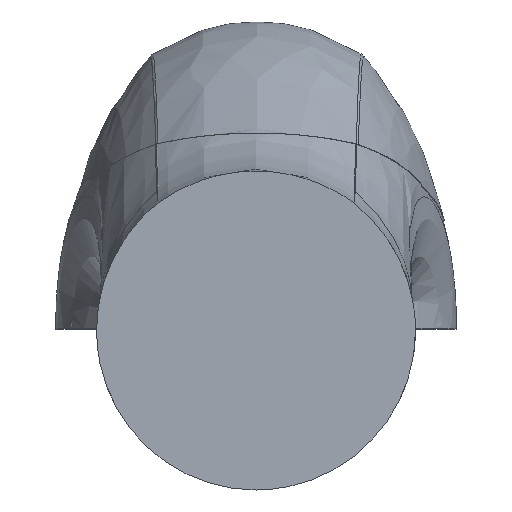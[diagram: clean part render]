
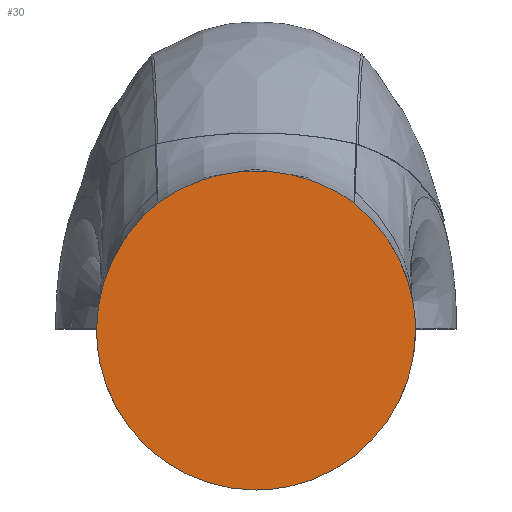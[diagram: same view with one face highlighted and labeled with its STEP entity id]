
A CAD part, top view. The second image highlights one B-rep face of the part: STEP entity #30.
In plain terms, the highlighted planar face has unit normal (0, 0, 1).
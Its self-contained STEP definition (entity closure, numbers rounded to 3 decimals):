
#30=ADVANCED_FACE('',(#53),#378,.T.);
#53=FACE_OUTER_BOUND('',#76,.T.);
#76=EDGE_LOOP('',(#166,#167,#168,#169,#170,#171,#172));
#166=ORIENTED_EDGE('',*,*,#239,.F.);
#167=ORIENTED_EDGE('',*,*,#240,.F.);
#168=ORIENTED_EDGE('',*,*,#241,.F.);
#169=ORIENTED_EDGE('',*,*,#242,.F.);
#170=ORIENTED_EDGE('',*,*,#243,.F.);
#171=ORIENTED_EDGE('',*,*,#244,.F.);
#172=ORIENTED_EDGE('',*,*,#245,.F.);
#239=EDGE_CURVE('',#347,#351,#298,.T.);
#240=EDGE_CURVE('',#348,#347,#299,.T.);
#241=EDGE_CURVE('',#337,#348,#300,.T.);
#242=EDGE_CURVE('',#336,#337,#301,.T.);
#243=EDGE_CURVE('',#350,#336,#302,.T.);
#244=EDGE_CURVE('',#349,#350,#303,.T.);
#245=EDGE_CURVE('',#351,#349,#304,.T.);
#298=B_SPLINE_CURVE_WITH_KNOTS('',3,(#4934,#4935,#4936,#4937,#4938,#4939,
#4940,#4941,#4942,#4943,#4944,#4945,#4946,#4947,#4948,#4949),
 .UNSPECIFIED.,.F.,.F.,(4,2,2,2,2,2,2,4),(-107.114,-93.725,
-80.336,-66.947,-53.557,-40.168,
-26.779,0.),.UNSPECIFIED.);
#299=B_SPLINE_CURVE_WITH_KNOTS('',3,(#4950,#4951,#4952,#4953,#4954,#4955,
#4956,#4957),.UNSPECIFIED.,.F.,.F.,(4,2,2,4),(-62.425,-31.212,
-15.606,0.),.UNSPECIFIED.);
#300=B_SPLINE_CURVE_WITH_KNOTS('',3,(#4958,#4959,#4960,#4961),
 .UNSPECIFIED.,.F.,.F.,(4,4),(-0.13,0.),.UNSPECIFIED.);
#301=B_SPLINE_CURVE_WITH_KNOTS('',3,(#4962,#4963,#4964,#4965,#4966,#4967,
#4968,#4969),.UNSPECIFIED.,.F.,.F.,(4,2,2,4),(-90.729,-68.047,
-45.365,0.),.UNSPECIFIED.);
#302=B_SPLINE_CURVE_WITH_KNOTS('',3,(#4970,#4971,#4972,#4973),
 .UNSPECIFIED.,.F.,.F.,(4,4),(-0.13,0.),.UNSPECIFIED.);
#303=B_SPLINE_CURVE_WITH_KNOTS('',3,(#4974,#4975,#4976,#4977,#4978,#4979,
#4980,#4981),.UNSPECIFIED.,.F.,.F.,(4,2,2,4),(-62.425,-31.212,
-15.606,0.),.UNSPECIFIED.);
#304=B_SPLINE_CURVE_WITH_KNOTS('',3,(#4982,#4983,#4984,#4985,#4986,#4987,
#4988,#4989,#4990,#4991,#4992,#4993,#4994,#4995,#4996,#4997),
 .UNSPECIFIED.,.F.,.F.,(4,2,2,2,2,2,2,4),(-107.114,-93.725,
-80.336,-66.946,-53.557,-40.168,-26.779,
0.),.UNSPECIFIED.);
#336=VERTEX_POINT('',#4414);
#337=VERTEX_POINT('',#4415);
#347=VERTEX_POINT('',#4425);
#348=VERTEX_POINT('',#4426);
#349=VERTEX_POINT('',#4427);
#350=VERTEX_POINT('',#4428);
#351=VERTEX_POINT('',#4429);
#378=PLANE('',#470);
#470=AXIS2_PLACEMENT_3D('',#3453,#477,$);
#477=DIRECTION('',(0.,0.,1.));
#3453=CARTESIAN_POINT('',(-69.36,-69.359,563.5));
#4414=CARTESIAN_POINT('',(-41.948,54.243,563.5));
#4415=CARTESIAN_POINT('',(41.948,54.243,563.5));
#4425=CARTESIAN_POINT('',(68.,0.002,563.5));
#4426=CARTESIAN_POINT('',(42.051,54.164,563.5));
#4427=CARTESIAN_POINT('',(-68.,0.002,563.5));
#4428=CARTESIAN_POINT('',(-42.051,54.164,563.5));
#4429=CARTESIAN_POINT('',(0.,-67.999,563.5));
#4934=CARTESIAN_POINT('',(68.,0.002,563.5));
#4935=CARTESIAN_POINT('',(68.,-4.488,563.5));
#4936=CARTESIAN_POINT('',(67.559,-8.903,563.5));
#4937=CARTESIAN_POINT('',(65.834,-17.589,563.5));
#4938=CARTESIAN_POINT('',(64.528,-21.905,563.5));
#4939=CARTESIAN_POINT('',(61.119,-30.136,563.5));
#4940=CARTESIAN_POINT('',(59.032,-34.04,563.5));
#4941=CARTESIAN_POINT('',(54.103,-41.429,563.5));
#4942=CARTESIAN_POINT('',(51.234,-44.928,563.5));
#4943=CARTESIAN_POINT('',(44.966,-51.2,563.5));
#4944=CARTESIAN_POINT('',(41.546,-54.015,563.5));
#4945=CARTESIAN_POINT('',(34.121,-58.988,563.5));
#4946=CARTESIAN_POINT('',(30.166,-61.102,563.5));
#4947=CARTESIAN_POINT('',(17.903,-66.195,563.5));
#4948=CARTESIAN_POINT('',(8.98,-67.999,563.5));
#4949=CARTESIAN_POINT('',(0.,-67.999,563.5));
#4950=CARTESIAN_POINT('',(42.051,54.164,563.5));
#4951=CARTESIAN_POINT('',(50.183,47.624,563.5));
#4952=CARTESIAN_POINT('',(56.739,39.304,563.5));
#4953=CARTESIAN_POINT('',(63.413,25.36,563.5));
#4954=CARTESIAN_POINT('',(65.142,20.387,563.5));
#4955=CARTESIAN_POINT('',(67.419,10.339,563.5));
#4956=CARTESIAN_POINT('',(68.,5.22,563.5));
#4957=CARTESIAN_POINT('',(68.,0.002,563.5));
#4958=CARTESIAN_POINT('',(41.948,54.243,563.5));
#4959=CARTESIAN_POINT('',(41.982,54.217,563.5));
#4960=CARTESIAN_POINT('',(42.017,54.191,563.5));
#4961=CARTESIAN_POINT('',(42.051,54.164,563.5));
#4962=CARTESIAN_POINT('',(-41.948,54.243,563.5));
#4963=CARTESIAN_POINT('',(-35.866,58.713,563.5));
#4964=CARTESIAN_POINT('',(-29.25,62.116,563.5));
#4965=CARTESIAN_POINT('',(-14.957,66.811,563.5));
#4966=CARTESIAN_POINT('',(-7.559,67.995,563.5));
#4967=CARTESIAN_POINT('',(14.943,68.013,563.5));
#4968=CARTESIAN_POINT('',(29.783,63.185,563.5));
#4969=CARTESIAN_POINT('',(41.948,54.243,563.5));
#4970=CARTESIAN_POINT('',(-42.051,54.164,563.5));
#4971=CARTESIAN_POINT('',(-42.017,54.191,563.5));
#4972=CARTESIAN_POINT('',(-41.982,54.217,563.5));
#4973=CARTESIAN_POINT('',(-41.948,54.243,563.5));
#4974=CARTESIAN_POINT('',(-68.,0.002,563.5));
#4975=CARTESIAN_POINT('',(-68.,10.438,563.5));
#4976=CARTESIAN_POINT('',(-65.623,20.76,563.5));
#4977=CARTESIAN_POINT('',(-58.939,34.699,563.5));
#4978=CARTESIAN_POINT('',(-56.146,39.163,563.5));
#4979=CARTESIAN_POINT('',(-49.743,47.234,563.5));
#4980=CARTESIAN_POINT('',(-46.117,50.894,563.5));
#4981=CARTESIAN_POINT('',(-42.051,54.164,563.5));
#4982=CARTESIAN_POINT('',(0.,-67.999,563.5));
#4983=CARTESIAN_POINT('',(-4.49,-67.999,563.5));
#4984=CARTESIAN_POINT('',(-8.905,-67.559,563.5));
#4985=CARTESIAN_POINT('',(-17.595,-65.833,563.5));
#4986=CARTESIAN_POINT('',(-21.914,-64.525,563.5));
#4987=CARTESIAN_POINT('',(-30.14,-61.117,563.5));
#4988=CARTESIAN_POINT('',(-34.043,-59.03,563.5));
#4989=CARTESIAN_POINT('',(-41.434,-54.099,563.5));
#4990=CARTESIAN_POINT('',(-44.932,-51.23,563.5));
#4991=CARTESIAN_POINT('',(-51.202,-44.964,563.5));
#4992=CARTESIAN_POINT('',(-54.018,-41.544,563.5));
#4993=CARTESIAN_POINT('',(-58.992,-34.113,563.5));
#4994=CARTESIAN_POINT('',(-61.103,-30.163,563.5));
#4995=CARTESIAN_POINT('',(-66.195,-17.901,563.5));
#4996=CARTESIAN_POINT('',(-68.,-8.977,563.5));
#4997=CARTESIAN_POINT('',(-68.,0.002,563.5));
